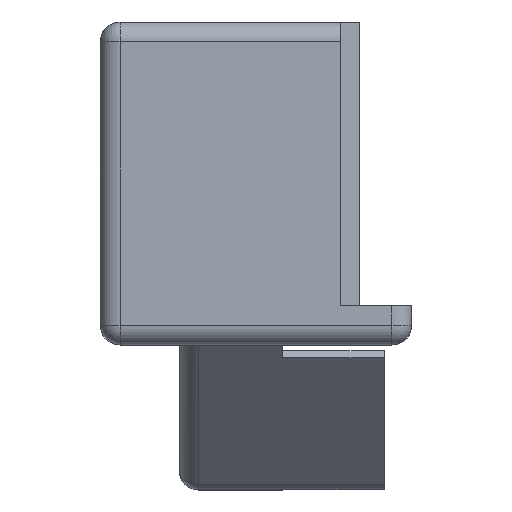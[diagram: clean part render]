
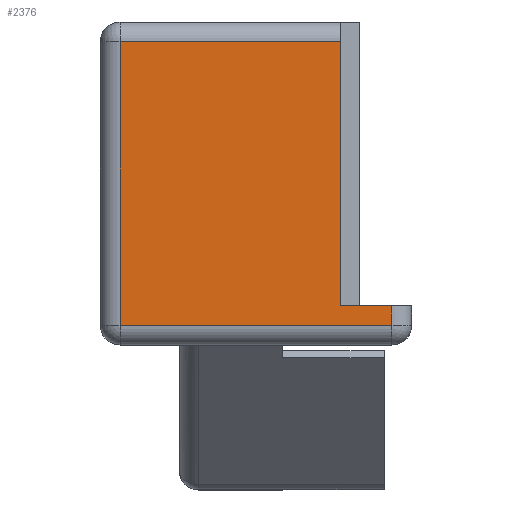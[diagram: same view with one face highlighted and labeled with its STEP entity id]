
A CAD part, left-side view. The second image highlights one B-rep face of the part: STEP entity #2376.
In plain terms, the highlighted planar face has unit normal (-1, 0, 0).
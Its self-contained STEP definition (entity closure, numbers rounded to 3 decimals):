
#86=PLANE('',#2594);
#200=FACE_OUTER_BOUND('',#321,.T.);
#321=EDGE_LOOP('',(#1989,#1990,#1991,#1992,#1993,#1994));
#638=LINE('',#3861,#880);
#643=LINE('',#3874,#885);
#644=LINE('',#3878,#886);
#645=LINE('',#3880,#887);
#646=LINE('',#3882,#888);
#647=LINE('',#3883,#889);
#880=VECTOR('',#3178,10.);
#885=VECTOR('',#3193,10.);
#886=VECTOR('',#3198,10.);
#887=VECTOR('',#3199,10.);
#888=VECTOR('',#3200,10.);
#889=VECTOR('',#3201,10.);
#1102=VERTEX_POINT('',#3858);
#1103=VERTEX_POINT('',#3860);
#1106=VERTEX_POINT('',#3873);
#1107=VERTEX_POINT('',#3877);
#1108=VERTEX_POINT('',#3879);
#1109=VERTEX_POINT('',#3881);
#1408=EDGE_CURVE('',#1102,#1103,#638,.T.);
#1415=EDGE_CURVE('',#1103,#1106,#643,.T.);
#1417=EDGE_CURVE('',#1102,#1107,#644,.T.);
#1418=EDGE_CURVE('',#1107,#1108,#645,.T.);
#1419=EDGE_CURVE('',#1109,#1108,#646,.T.);
#1420=EDGE_CURVE('',#1106,#1109,#647,.T.);
#1989=ORIENTED_EDGE('',*,*,#1408,.F.);
#1990=ORIENTED_EDGE('',*,*,#1417,.T.);
#1991=ORIENTED_EDGE('',*,*,#1418,.T.);
#1992=ORIENTED_EDGE('',*,*,#1419,.F.);
#1993=ORIENTED_EDGE('',*,*,#1420,.F.);
#1994=ORIENTED_EDGE('',*,*,#1415,.F.);
#2376=ADVANCED_FACE('',(#200),#86,.T.);
#2594=AXIS2_PLACEMENT_3D('',#3876,#3196,#3197);
#3178=DIRECTION('',(0.,0.,-1.));
#3193=DIRECTION('',(0.,1.,0.));
#3196=DIRECTION('center_axis',(-1.,0.,0.));
#3197=DIRECTION('ref_axis',(0.,1.,0.));
#3198=DIRECTION('',(0.,1.,0.));
#3199=DIRECTION('',(0.,0.,1.));
#3200=DIRECTION('',(0.,-1.,0.));
#3201=DIRECTION('',(0.,0.,1.));
#3858=CARTESIAN_POINT('',(-55.789,-6.05,-14.425));
#3860=CARTESIAN_POINT('',(-55.789,-6.05,-15.425));
#3861=CARTESIAN_POINT('',(-55.789,-6.05,-14.425));
#3873=CARTESIAN_POINT('',(-55.789,7.775,-15.425));
#3874=CARTESIAN_POINT('',(-55.789,-3.094,-15.425));
#3876=CARTESIAN_POINT('Origin',(-55.789,-7.05,-14.425));
#3877=CARTESIAN_POINT('',(-55.789,-3.418,-14.425));
#3878=CARTESIAN_POINT('',(-55.789,-7.05,-14.425));
#3879=CARTESIAN_POINT('',(-55.789,-3.418,-1.));
#3880=CARTESIAN_POINT('',(-55.789,-3.418,-7.212));
#3881=CARTESIAN_POINT('',(-55.789,7.775,-1.));
#3882=CARTESIAN_POINT('',(-55.789,-3.275,-1.));
#3883=CARTESIAN_POINT('',(-55.789,7.775,-13.161));
